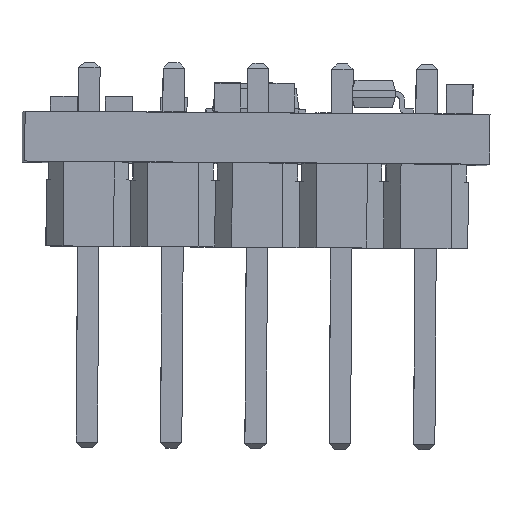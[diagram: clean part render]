
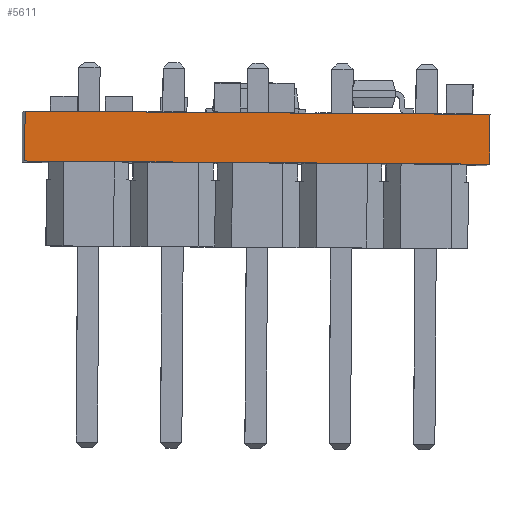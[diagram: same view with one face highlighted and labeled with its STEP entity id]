
A CAD part, front view. The second image highlights one B-rep face of the part: STEP entity #5611.
In plain terms, the highlighted face is planar.
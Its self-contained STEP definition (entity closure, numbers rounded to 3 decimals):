
#642 = VECTOR ( 'NONE', #32018, 1000. ) ;
#983 = VERTEX_POINT ( 'NONE', #19333 ) ;
#1139 = VERTEX_POINT ( 'NONE', #29295 ) ;
#1858 = LINE ( 'NONE', #36556, #2649 ) ;
#2547 = DIRECTION ( 'NONE',  ( 0., -1., 0. ) ) ;
#2649 = VECTOR ( 'NONE', #2547, 1000. ) ;
#3194 = CARTESIAN_POINT ( 'NONE',  ( 18.7, 1.5, 0. ) ) ;
#4096 = CARTESIAN_POINT ( 'NONE',  ( 18.7, 0., 0. ) ) ;
#4767 = EDGE_CURVE ( 'NONE', #1139, #983, #5713, .T. ) ;
#5611 = ADVANCED_FACE ( 'NONE', ( #36598 ), #42689, .F. ) ;
#5713 = LINE ( 'NONE', #3194, #12933 ) ;
#6563 = DIRECTION ( 'NONE',  ( 0., 0., -1. ) ) ;
#7737 = EDGE_CURVE ( 'NONE', #10555, #31615, #19016, .T. ) ;
#9256 = ORIENTED_EDGE ( 'NONE', *, *, #22938, .T. ) ;
#9527 = DIRECTION ( 'NONE',  ( 0., 0., 1. ) ) ;
#10555 = VERTEX_POINT ( 'NONE', #36077 ) ;
#11604 = EDGE_LOOP ( 'NONE', ( #19214, #13210, #31547, #9256 ) ) ;
#12933 = VECTOR ( 'NONE', #6563, 1000. ) ;
#13210 = ORIENTED_EDGE ( 'NONE', *, *, #27386, .F. ) ;
#14114 = LINE ( 'NONE', #28678, #642 ) ;
#14874 = VECTOR ( 'NONE', #25539, 1000. ) ;
#18355 = CARTESIAN_POINT ( 'NONE',  ( 18.7, 0., -14. ) ) ;
#19016 = LINE ( 'NONE', #4096, #14874 ) ;
#19214 = ORIENTED_EDGE ( 'NONE', *, *, #7737, .T. ) ;
#19333 = CARTESIAN_POINT ( 'NONE',  ( 18.7, 1.5, -14. ) ) ;
#20921 = AXIS2_PLACEMENT_3D ( 'NONE', #40003, #26572, #9527 ) ;
#22938 = EDGE_CURVE ( 'NONE', #1139, #10555, #1858, .T. ) ;
#25539 = DIRECTION ( 'NONE',  ( 0., 0., -1. ) ) ;
#26572 = DIRECTION ( 'NONE',  ( -1., 0., 0. ) ) ;
#27386 = EDGE_CURVE ( 'NONE', #983, #31615, #14114, .T. ) ;
#28678 = CARTESIAN_POINT ( 'NONE',  ( 18.7, 1.5, -14. ) ) ;
#29295 = CARTESIAN_POINT ( 'NONE',  ( 18.7, 1.5, 0. ) ) ;
#31547 = ORIENTED_EDGE ( 'NONE', *, *, #4767, .F. ) ;
#31615 = VERTEX_POINT ( 'NONE', #18355 ) ;
#32018 = DIRECTION ( 'NONE',  ( 0., -1., 0. ) ) ;
#36077 = CARTESIAN_POINT ( 'NONE',  ( 18.7, 0., 0. ) ) ;
#36556 = CARTESIAN_POINT ( 'NONE',  ( 18.7, 1.5, 0. ) ) ;
#36598 = FACE_OUTER_BOUND ( 'NONE', #11604, .T. ) ;
#40003 = CARTESIAN_POINT ( 'NONE',  ( 18.7, 1.5, 0. ) ) ;
#42689 = PLANE ( 'NONE',  #20921 ) ;
